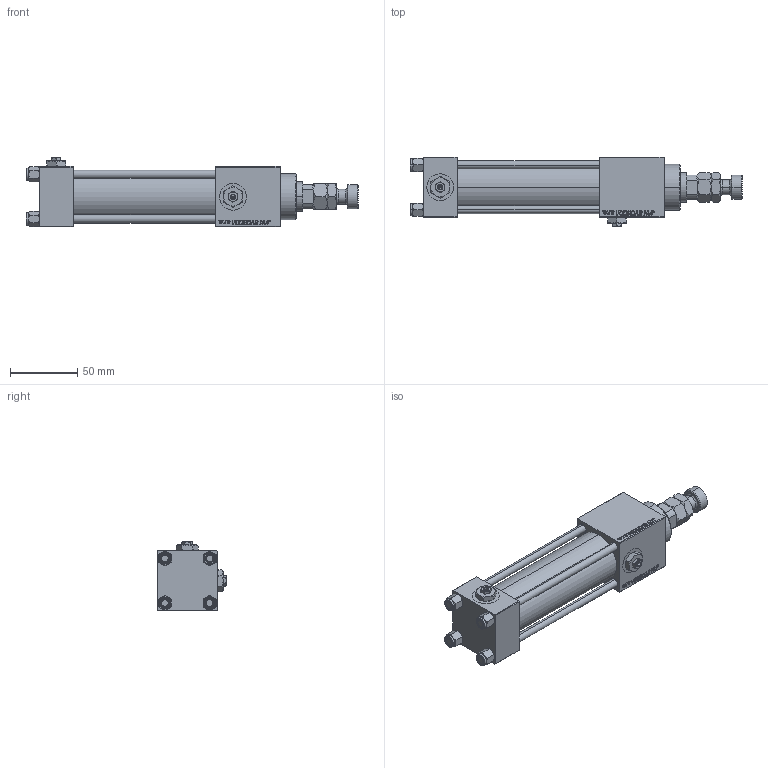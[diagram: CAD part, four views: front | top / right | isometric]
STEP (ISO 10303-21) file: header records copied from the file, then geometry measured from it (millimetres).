
FILE_DESCRIPTION (( 'STEP AP203' ), '1' );
FILE_NAME ('41db.STEP', '2022-04-14T12:41:48', ( '' ), ( '' ), 'SwSTEP 2.0', 'SolidWorks 2019', '' );
FILE_SCHEMA (( 'CONFIG_CONTROL_DESIGN' ));
Length unit declared in the file: millimetre
Products named in the file (8): NUT_M5_C 263653b0b772d64d39a40b88ce9218db; V215_VC_A 263653b0b772d64d39a40b88ce9218db; MFA 263653b0b772d64d39a40b88ce9218db; V215CR_C_Body 263653b0b772d64d39a40b88ce9218db; V215CR_C_TYCINKA 263653b0b772d64d39a40b88ce9218db; Zatka_pro_OIL_PORT 263653b0b772d64d39a40b88ce9218db; 41db; V215CR_VCP_C 263653b0b772d64d39a40b88ce9218db
Assembly tree (14 placements, depth 2):
  41db
    V215CR_C_Body 263653b0b772d64d39a40b88ce9218db
    V215CR_VCP_C 263653b0b772d64d39a40b88ce9218db
    NUT_M5_C 263653b0b772d64d39a40b88ce9218db  x4
    V215CR_C_TYCINKA 263653b0b772d64d39a40b88ce9218db  x4
    V215_VC_A 263653b0b772d64d39a40b88ce9218db
    MFA 263653b0b772d64d39a40b88ce9218db
    Zatka_pro_OIL_PORT 263653b0b772d64d39a40b88ce9218db  x2
Bounding box: 247 x 52 x 52 mm (x, y, z)
Volume: 262299.7 mm3; surface area: 96515.1 mm2
Topology: 14 solids, 14 shells, 1306 faces, 3228 edges, 2073 vertices
Faces by surface type: plane 590, bspline 392, cone 206, cylinder 106, torus 12
Entity records: 54044 total; most frequent: CARTESIAN_POINT 28279, ORIENTED_EDGE 5756, DIRECTION 3784, EDGE_CURVE 2878, VERTEX_POINT 1871, VECTOR 1664, LINE 1664, EDGE_LOOP 1281
